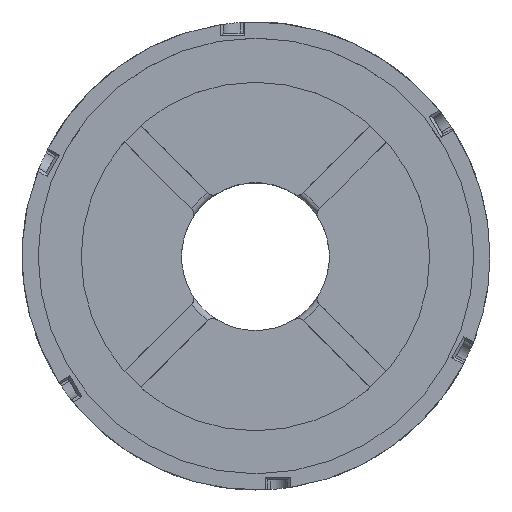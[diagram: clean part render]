
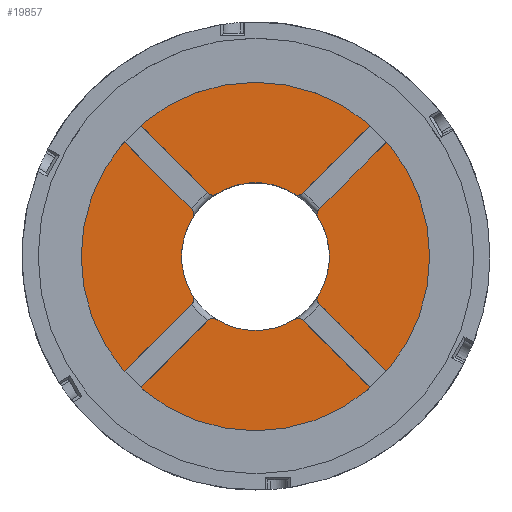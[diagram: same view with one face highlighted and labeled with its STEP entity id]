
A CAD part, top view. The second image highlights one B-rep face of the part: STEP entity #19857.
In plain terms, the highlighted planar face has unit normal (0, 0, 1).
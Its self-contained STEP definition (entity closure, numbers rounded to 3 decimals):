
#23=FACE_BOUND('',#1838,.T.);
#80=CIRCLE('',#21435,30.513);
#81=CIRCLE('',#21437,30.5);
#83=CIRCLE('',#21440,30.5);
#85=CIRCLE('',#21443,30.5);
#87=CIRCLE('',#21446,30.5);
#110=CIRCLE('',#21502,1.015);
#111=CIRCLE('',#21503,12.941);
#112=CIRCLE('',#21504,1.015);
#113=CIRCLE('',#21505,1.015);
#114=CIRCLE('',#21506,12.941);
#115=CIRCLE('',#21507,1.015);
#116=CIRCLE('',#21508,1.015);
#117=CIRCLE('',#21509,12.941);
#118=CIRCLE('',#21510,1.015);
#119=CIRCLE('',#21511,1.015);
#120=CIRCLE('',#21512,12.941);
#121=CIRCLE('',#21513,1.015);
#290=FACE_OUTER_BOUND('',#1837,.T.);
#1837=EDGE_LOOP('',(#13113));
#1838=EDGE_LOOP('',(#13114,#13115,#13116,#13117,#13118,#13119,#13120,#13121,
#13122,#13123,#13124,#13125,#13126,#13127,#13128,#13129,#13130,#13131,#13132,
#13133,#13134,#13135,#13136,#13137));
#3431=LINE('',#29737,#6073);
#3440=LINE('',#29763,#6082);
#3444=LINE('',#29774,#6086);
#3454=LINE('',#29801,#6096);
#3459=LINE('',#29816,#6101);
#3462=LINE('',#29827,#6104);
#3465=LINE('',#29846,#6107);
#3468=LINE('',#29857,#6110);
#6073=VECTOR('',#23402,10.15);
#6082=VECTOR('',#23419,10.15);
#6086=VECTOR('',#23433,10.15);
#6096=VECTOR('',#23453,10.15);
#6101=VECTOR('',#23472,10.15);
#6104=VECTOR('',#23477,10.15);
#6107=VECTOR('',#23490,10.15);
#6110=VECTOR('',#23495,10.15);
#8755=VERTEX_POINT('',#29619);
#8756=VERTEX_POINT('',#29623);
#8757=VERTEX_POINT('',#29624);
#8760=VERTEX_POINT('',#29632);
#8761=VERTEX_POINT('',#29633);
#8764=VERTEX_POINT('',#29641);
#8765=VERTEX_POINT('',#29642);
#8768=VERTEX_POINT('',#29650);
#8769=VERTEX_POINT('',#29651);
#8806=VERTEX_POINT('',#29736);
#8811=VERTEX_POINT('',#29761);
#8813=VERTEX_POINT('',#29773);
#8817=VERTEX_POINT('',#29799);
#8820=VERTEX_POINT('',#29815);
#8823=VERTEX_POINT('',#29826);
#8826=VERTEX_POINT('',#29844);
#8829=VERTEX_POINT('',#29855);
#8830=VERTEX_POINT('',#29859);
#8831=VERTEX_POINT('',#29861);
#8832=VERTEX_POINT('',#29864);
#8833=VERTEX_POINT('',#29866);
#8834=VERTEX_POINT('',#29869);
#8835=VERTEX_POINT('',#29871);
#8836=VERTEX_POINT('',#29874);
#8837=VERTEX_POINT('',#29876);
#10068=EDGE_CURVE('',#8755,#8755,#80,.T.);
#10069=EDGE_CURVE('',#8756,#8757,#81,.T.);
#10073=EDGE_CURVE('',#8760,#8761,#83,.T.);
#10077=EDGE_CURVE('',#8764,#8765,#85,.T.);
#10081=EDGE_CURVE('',#8768,#8769,#87,.T.);
#10122=EDGE_CURVE('',#8806,#8757,#3431,.T.);
#10133=EDGE_CURVE('',#8764,#8811,#3440,.T.);
#10138=EDGE_CURVE('',#8813,#8765,#3444,.T.);
#10150=EDGE_CURVE('',#8768,#8817,#3454,.T.);
#10157=EDGE_CURVE('',#8820,#8761,#3459,.T.);
#10161=EDGE_CURVE('',#8823,#8769,#3462,.T.);
#10166=EDGE_CURVE('',#8756,#8826,#3465,.T.);
#10170=EDGE_CURVE('',#8760,#8829,#3468,.T.);
#10171=EDGE_CURVE('',#8830,#8829,#110,.T.);
#10172=EDGE_CURVE('',#8831,#8830,#111,.T.);
#10173=EDGE_CURVE('',#8823,#8831,#112,.T.);
#10174=EDGE_CURVE('',#8832,#8817,#113,.T.);
#10175=EDGE_CURVE('',#8833,#8832,#114,.T.);
#10176=EDGE_CURVE('',#8813,#8833,#115,.T.);
#10177=EDGE_CURVE('',#8834,#8811,#116,.T.);
#10178=EDGE_CURVE('',#8835,#8834,#117,.T.);
#10179=EDGE_CURVE('',#8806,#8835,#118,.T.);
#10180=EDGE_CURVE('',#8836,#8826,#119,.T.);
#10181=EDGE_CURVE('',#8837,#8836,#120,.T.);
#10182=EDGE_CURVE('',#8820,#8837,#121,.T.);
#13113=ORIENTED_EDGE('',*,*,#10068,.F.);
#13114=ORIENTED_EDGE('',*,*,#10170,.T.);
#13115=ORIENTED_EDGE('',*,*,#10171,.F.);
#13116=ORIENTED_EDGE('',*,*,#10172,.F.);
#13117=ORIENTED_EDGE('',*,*,#10173,.F.);
#13118=ORIENTED_EDGE('',*,*,#10161,.T.);
#13119=ORIENTED_EDGE('',*,*,#10081,.F.);
#13120=ORIENTED_EDGE('',*,*,#10150,.T.);
#13121=ORIENTED_EDGE('',*,*,#10174,.F.);
#13122=ORIENTED_EDGE('',*,*,#10175,.F.);
#13123=ORIENTED_EDGE('',*,*,#10176,.F.);
#13124=ORIENTED_EDGE('',*,*,#10138,.T.);
#13125=ORIENTED_EDGE('',*,*,#10077,.F.);
#13126=ORIENTED_EDGE('',*,*,#10133,.T.);
#13127=ORIENTED_EDGE('',*,*,#10177,.F.);
#13128=ORIENTED_EDGE('',*,*,#10178,.F.);
#13129=ORIENTED_EDGE('',*,*,#10179,.F.);
#13130=ORIENTED_EDGE('',*,*,#10122,.T.);
#13131=ORIENTED_EDGE('',*,*,#10069,.F.);
#13132=ORIENTED_EDGE('',*,*,#10166,.T.);
#13133=ORIENTED_EDGE('',*,*,#10180,.F.);
#13134=ORIENTED_EDGE('',*,*,#10181,.F.);
#13135=ORIENTED_EDGE('',*,*,#10182,.F.);
#13136=ORIENTED_EDGE('',*,*,#10157,.T.);
#13137=ORIENTED_EDGE('',*,*,#10073,.F.);
#18346=PLANE('',#21501);
#19857=ADVANCED_FACE('',(#290,#23),#18346,.T.);
#21435=AXIS2_PLACEMENT_3D('',#29621,#23299,#23300);
#21437=AXIS2_PLACEMENT_3D('',#29625,#23303,#23304);
#21440=AXIS2_PLACEMENT_3D('',#29634,#23311,#23312);
#21443=AXIS2_PLACEMENT_3D('',#29643,#23319,#23320);
#21446=AXIS2_PLACEMENT_3D('',#29652,#23327,#23328);
#21501=AXIS2_PLACEMENT_3D('',#29858,#23496,#23497);
#21502=AXIS2_PLACEMENT_3D('',#29860,#23498,#23499);
#21503=AXIS2_PLACEMENT_3D('',#29862,#23500,#23501);
#21504=AXIS2_PLACEMENT_3D('',#29863,#23502,#23503);
#21505=AXIS2_PLACEMENT_3D('',#29865,#23504,#23505);
#21506=AXIS2_PLACEMENT_3D('',#29867,#23506,#23507);
#21507=AXIS2_PLACEMENT_3D('',#29868,#23508,#23509);
#21508=AXIS2_PLACEMENT_3D('',#29870,#23510,#23511);
#21509=AXIS2_PLACEMENT_3D('',#29872,#23512,#23513);
#21510=AXIS2_PLACEMENT_3D('',#29873,#23514,#23515);
#21511=AXIS2_PLACEMENT_3D('',#29875,#23516,#23517);
#21512=AXIS2_PLACEMENT_3D('',#29877,#23518,#23519);
#21513=AXIS2_PLACEMENT_3D('',#29878,#23520,#23521);
#23299=DIRECTION('center_axis',(0.,0.,-1.));
#23300=DIRECTION('ref_axis',(-1.,0.,0.));
#23303=DIRECTION('center_axis',(0.,0.,1.));
#23304=DIRECTION('ref_axis',(-1.,0.,0.));
#23311=DIRECTION('center_axis',(0.,0.,1.));
#23312=DIRECTION('ref_axis',(-1.,0.,0.));
#23319=DIRECTION('center_axis',(0.,0.,1.));
#23320=DIRECTION('ref_axis',(-1.,0.,0.));
#23327=DIRECTION('center_axis',(0.,0.,1.));
#23328=DIRECTION('ref_axis',(-1.,0.,0.));
#23402=DIRECTION('',(-0.707,0.707,0.));
#23419=DIRECTION('',(0.707,0.707,0.));
#23433=DIRECTION('',(-0.707,-0.707,0.));
#23453=DIRECTION('',(-0.707,0.707,0.));
#23472=DIRECTION('',(0.707,0.707,0.));
#23477=DIRECTION('',(0.707,-0.707,0.));
#23490=DIRECTION('',(0.707,-0.707,0.));
#23495=DIRECTION('',(-0.707,-0.707,0.));
#23496=DIRECTION('center_axis',(0.,0.,1.));
#23497=DIRECTION('ref_axis',(-0.707,-0.707,0.));
#23498=DIRECTION('center_axis',(0.,0.,-1.));
#23499=DIRECTION('ref_axis',(-0.994,0.11,0.));
#23500=DIRECTION('center_axis',(0.,0.,1.));
#23501=DIRECTION('ref_axis',(-0.707,-0.707,0.));
#23502=DIRECTION('center_axis',(0.,0.,-1.));
#23503=DIRECTION('ref_axis',(-0.994,-0.11,0.));
#23504=DIRECTION('center_axis',(0.,0.,-1.));
#23505=DIRECTION('ref_axis',(0.11,0.994,0.));
#23506=DIRECTION('center_axis',(0.,0.,1.));
#23507=DIRECTION('ref_axis',(-0.707,-0.707,0.));
#23508=DIRECTION('center_axis',(0.,0.,-1.));
#23509=DIRECTION('ref_axis',(-0.11,0.994,0.));
#23510=DIRECTION('center_axis',(0.,0.,-1.));
#23511=DIRECTION('ref_axis',(0.994,-0.11,0.));
#23512=DIRECTION('center_axis',(0.,0.,1.));
#23513=DIRECTION('ref_axis',(-0.707,-0.707,0.));
#23514=DIRECTION('center_axis',(0.,0.,-1.));
#23515=DIRECTION('ref_axis',(0.994,0.11,0.));
#23516=DIRECTION('center_axis',(0.,0.,-1.));
#23517=DIRECTION('ref_axis',(-0.11,-0.994,0.));
#23518=DIRECTION('center_axis',(0.,0.,1.));
#23519=DIRECTION('ref_axis',(-0.707,-0.707,0.));
#23520=DIRECTION('center_axis',(0.,0.,-1.));
#23521=DIRECTION('ref_axis',(0.11,-0.994,0.));
#29619=CARTESIAN_POINT('',(30.513,0.,18.75));
#29621=CARTESIAN_POINT('Origin',(0.,0.,18.75));
#29623=CARTESIAN_POINT('',(-20.075,22.948,18.75));
#29624=CARTESIAN_POINT('',(-22.946,20.077,18.75));
#29625=CARTESIAN_POINT('Origin',(0.009,-0.007,
18.75));
#29632=CARTESIAN_POINT('',(22.963,20.077,18.75));
#29633=CARTESIAN_POINT('',(20.092,22.948,18.75));
#29634=CARTESIAN_POINT('Origin',(0.009,-0.007,
18.75));
#29641=CARTESIAN_POINT('',(-22.946,-20.09,18.75));
#29642=CARTESIAN_POINT('',(-20.075,-22.961,18.75));
#29643=CARTESIAN_POINT('Origin',(0.009,-0.007,
18.75));
#29650=CARTESIAN_POINT('',(20.092,-22.961,18.75));
#29651=CARTESIAN_POINT('',(22.963,-20.09,18.75));
#29652=CARTESIAN_POINT('Origin',(0.009,-0.007,
18.75));
#29736=CARTESIAN_POINT('',(-11.057,8.189,18.75));
#29737=CARTESIAN_POINT('',(-5.945,3.077,18.75));
#29761=CARTESIAN_POINT('',(-11.057,-8.202,18.75));
#29763=CARTESIAN_POINT('',(-13.987,-11.131,18.75));
#29773=CARTESIAN_POINT('',(-8.187,-11.073,18.75));
#29774=CARTESIAN_POINT('',(-3.075,-5.961,18.75));
#29799=CARTESIAN_POINT('',(8.204,-11.073,18.75));
#29801=CARTESIAN_POINT('',(11.133,-14.002,18.75));
#29815=CARTESIAN_POINT('',(8.204,11.059,18.75));
#29816=CARTESIAN_POINT('',(3.092,5.947,18.75));
#29826=CARTESIAN_POINT('',(11.075,-8.202,18.75));
#29827=CARTESIAN_POINT('',(5.963,-3.09,18.75));
#29844=CARTESIAN_POINT('',(-8.187,11.059,18.75));
#29846=CARTESIAN_POINT('',(-11.116,13.989,18.75));
#29855=CARTESIAN_POINT('',(11.075,8.189,18.75));
#29857=CARTESIAN_POINT('',(14.004,11.118,18.75));
#29858=CARTESIAN_POINT('Origin',(0.009,-0.007,
18.75));
#29859=CARTESIAN_POINT('',(10.936,6.927,18.75));
#29860=CARTESIAN_POINT('Origin',(11.793,7.471,18.75));
#29861=CARTESIAN_POINT('',(10.936,-6.941,18.75));
#29862=CARTESIAN_POINT('Origin',(0.009,-0.007,
18.75));
#29863=CARTESIAN_POINT('Origin',(11.793,-7.484,18.75));
#29864=CARTESIAN_POINT('',(6.943,-10.934,18.75));
#29865=CARTESIAN_POINT('Origin',(7.486,-11.791,18.75));
#29866=CARTESIAN_POINT('',(-6.925,-10.934,18.75));
#29867=CARTESIAN_POINT('Origin',(0.009,-0.007,
18.75));
#29868=CARTESIAN_POINT('Origin',(-7.469,-11.791,18.75));
#29869=CARTESIAN_POINT('',(-10.918,-6.941,18.75));
#29870=CARTESIAN_POINT('Origin',(-11.775,-7.484,18.75));
#29871=CARTESIAN_POINT('',(-10.918,6.927,18.75));
#29872=CARTESIAN_POINT('Origin',(0.009,-0.007,
18.75));
#29873=CARTESIAN_POINT('Origin',(-11.775,7.471,18.75));
#29874=CARTESIAN_POINT('',(-6.925,10.92,18.75));
#29875=CARTESIAN_POINT('Origin',(-7.469,11.777,18.75));
#29876=CARTESIAN_POINT('',(6.943,10.92,18.75));
#29877=CARTESIAN_POINT('Origin',(0.009,-0.007,
18.75));
#29878=CARTESIAN_POINT('Origin',(7.486,11.777,18.75));
